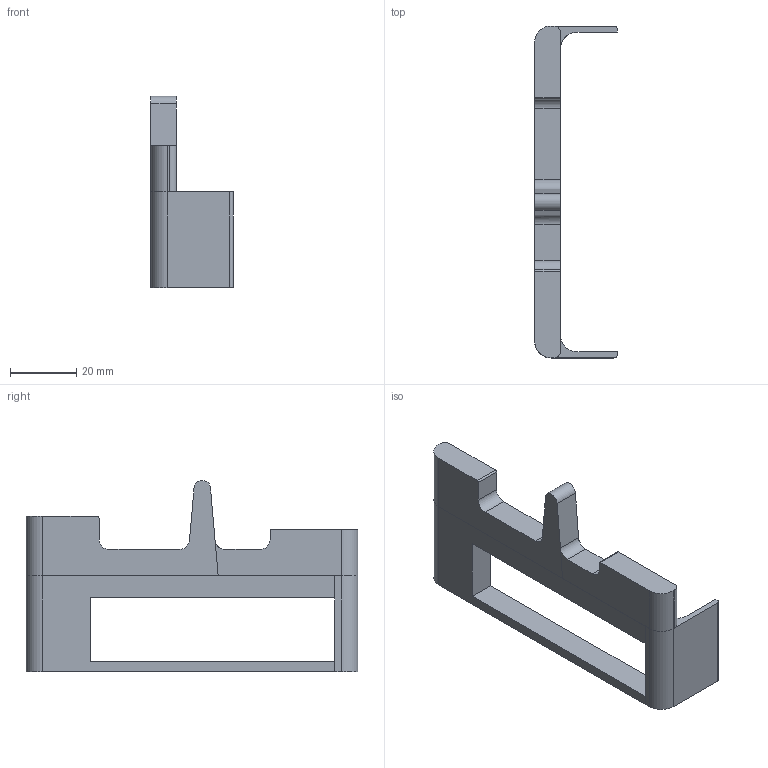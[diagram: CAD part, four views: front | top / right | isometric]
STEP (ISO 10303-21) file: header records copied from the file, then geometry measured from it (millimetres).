
FILE_DESCRIPTION(('HOOPS Exchange Step'),'2;1');
FILE_NAME('temp_export','2025-07-16T20:07:39+20:00',('bobwulff'),('Shapr3D Limited'),'HOOPS Exchange 2024.8','Shapr3D','Authorized');
FILE_SCHEMA( ('AP242_MANAGED_MODEL_BASED_3D_ENGINEERING_MIM_LF {1 0 10303 442 1 1 4}') );
Length unit declared in the file: millimetre
Products named in the file (2): kickstand; root
Assembly tree (1 placements, depth 2):
  root
    kickstand
Bounding box: 25 x 100.51 x 57.89 mm (x, y, z)
Volume: 23324.8 mm3; surface area: 13133.9 mm2
Topology: 3 solids, 3 shells, 62 faces, 166 edges, 111 vertices
Faces by surface type: plane 41, cylinder 17, cone 4
Entity records: 2014 total; most frequent: CARTESIAN_POINT 355, DIRECTION 338, ORIENTED_EDGE 332, EDGE_CURVE 166, VECTOR 118, LINE 118, VERTEX_POINT 111, AXIS2_PLACEMENT_3D 110
